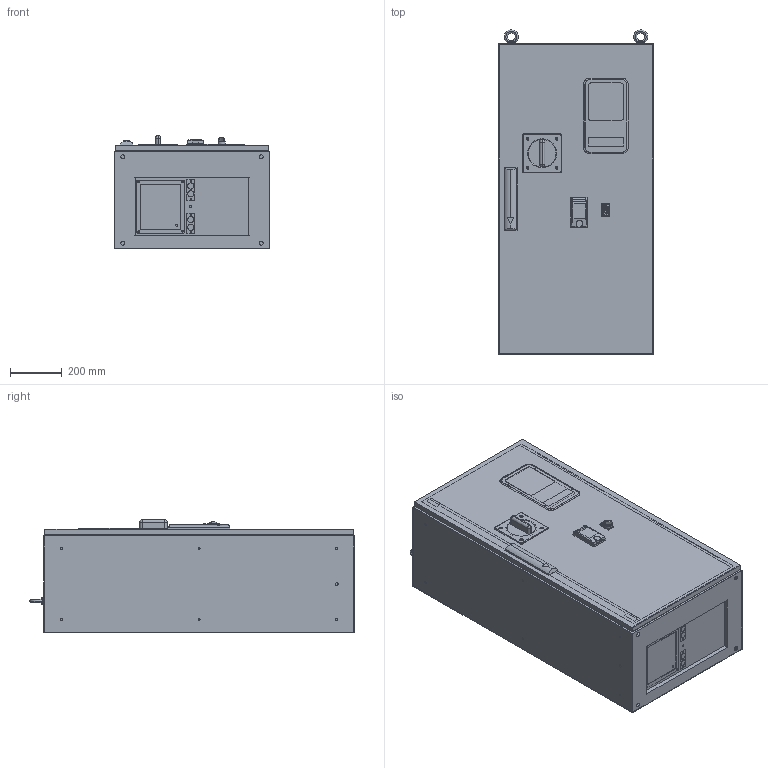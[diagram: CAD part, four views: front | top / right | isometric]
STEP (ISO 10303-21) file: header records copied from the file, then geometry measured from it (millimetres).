
FILE_DESCRIPTION (( 'STEP AP214' ), '1' );
FILE_NAME ('EN7000 3 PHASE (UK).STEP', '2022-02-10T08:55:34', ( '' ), ( '' ), 'SwSTEP 2.0', 'SolidWorks 2021', '' );
FILE_SCHEMA (( 'AUTOMOTIVE_DESIGN' ));
Length unit declared in the file: millimetre
Products named in the file (1): EN7000 3 PHASE (UK)
Bounding box: 600 x 1254.5 x 436.54 mm (x, y, z)
Surface area: 5603588.4 mm2 (no closed solid volume)
Topology: 0 solids, 33 shells, 334 faces, 1768 edges, 1436 vertices
Faces by surface type: plane 119, cylinder 114, torus 34, cone 33, bspline 30, sphere 4
Entity records: 24516 total; most frequent: CARTESIAN_POINT 7086, DIRECTION 2783, ORIENTED_EDGE 2345, EDGE_CURVE 1762, VERTEX_POINT 1436, AXIS2_PLACEMENT_3D 955, VECTOR 873, LINE 873
